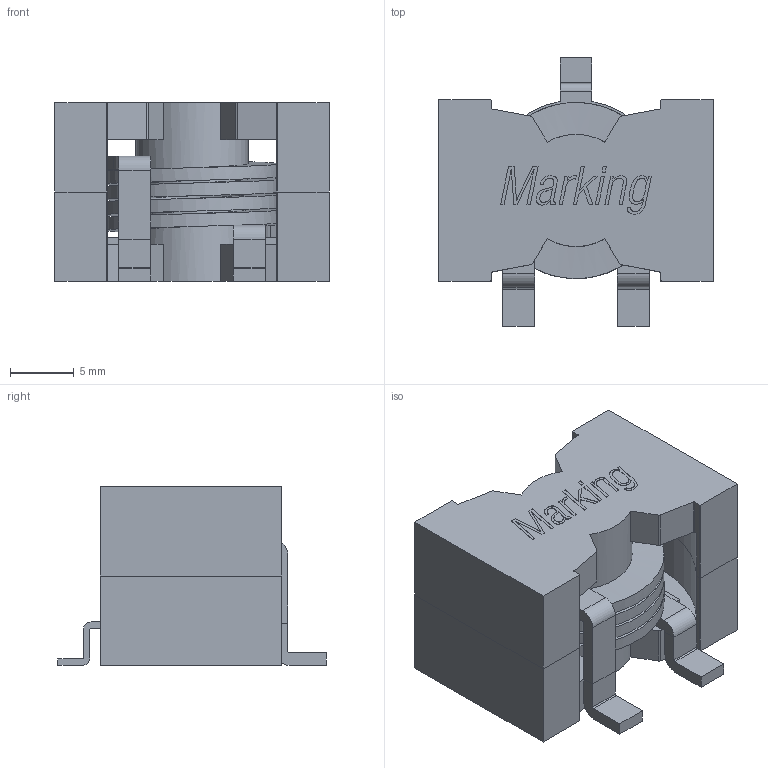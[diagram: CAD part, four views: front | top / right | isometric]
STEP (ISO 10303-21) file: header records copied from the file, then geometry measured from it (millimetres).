
FILE_DESCRIPTION( ( 'Unknown' ), '1' );
FILE_NAME( '744363xxxx.stp', 'Unknown', ( 'Unknown' ), ( 'Unknown' ), 'PSStep 21.0.46', 'Unknown', ' ' );
FILE_SCHEMA( ( 'AUTOMOTIVE_DESIGN { 1 0 10303 214 1 1 1 1 }' ) );
Length unit declared in the file: millimetre
Products named in the file (5): Assem1; Core_base; Core; Clip; Spule
Assembly tree (4 placements, depth 2):
  Assem1
    Core_base
    Core
    Clip
    Spule
Bounding box: 21.5 x 21 x 14 mm (x, y, z)
Volume: 2958.5 mm3; surface area: 3855.8 mm2
Topology: 4 solids, 4 shells, 226 faces, 620 edges, 408 vertices
Faces by surface type: plane 155, cylinder 55, extrusion 14, bspline 2
Full cylindrical faces by diameter (mm): 8.8 x2
Entity records: 9851 total; most frequent: CARTESIAN_POINT 2458, ORIENTED_EDGE 1232, DIRECTION 1012, EDGE_CURVE 616, VERTEX_POINT 406, VECTOR 354, LINE 340, AXIS2_PLACEMENT_3D 329
